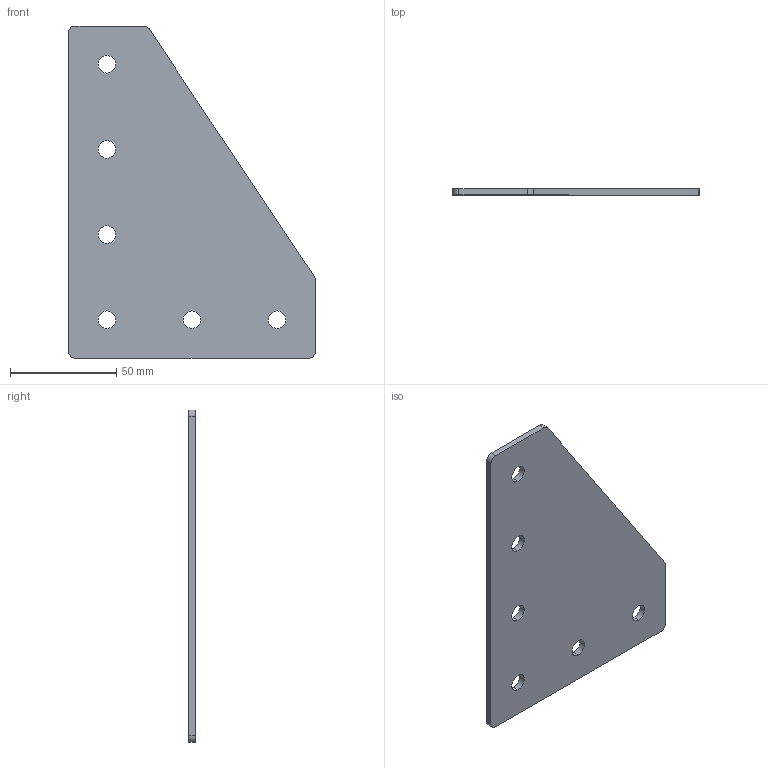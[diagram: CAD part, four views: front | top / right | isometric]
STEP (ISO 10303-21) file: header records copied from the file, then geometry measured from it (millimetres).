
FILE_DESCRIPTION (( 'STEP AP214' ), '1' );
FILE_NAME ('Ñáîðêà1.STEP', '2024-08-23T13:45:45', ( '' ), ( '' ), 'SwSTEP 2.0', 'SolidWorks 2024', '' );
FILE_SCHEMA (( 'AUTOMOTIVE_DESIGN' ));
Length unit declared in the file: millimetre
Products named in the file (2): A843 Г-соединитель 120х160 (черный), паз 10_00; Сборка1
Assembly tree (1 placements, depth 2):
  Сборка1
    A843 Г-соединитель 120х160 (черный), паз 10_00
Bounding box: 116 x 3 x 156 mm (x, y, z)
Volume: 39251.3 mm3; surface area: 28085.3 mm2
Topology: 1 solids, 1 shells, 24 faces, 66 edges, 44 vertices
Faces by surface type: cylinder 17, plane 7
Entity records: 863 total; most frequent: DIRECTION 156, CARTESIAN_POINT 138, ORIENTED_EDGE 132, EDGE_CURVE 66, AXIS2_PLACEMENT_3D 62, VERTEX_POINT 44, EDGE_LOOP 36, CIRCLE 34
